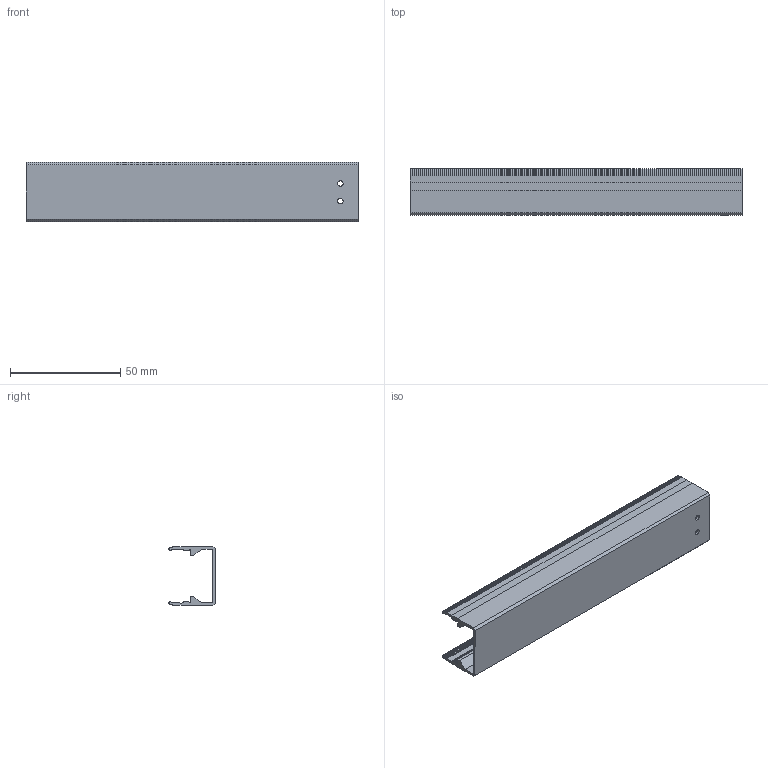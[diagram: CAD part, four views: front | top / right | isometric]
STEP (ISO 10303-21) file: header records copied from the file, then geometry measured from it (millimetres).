
FILE_DESCRIPTION(('FreeCAD Model'),'2;1');
FILE_NAME('Open CASCADE Shape Model','1974-01-01T00:00:00',(''),(''), 'Open CASCADE STEP processor 7.7','FreeCAD','Unknown');
FILE_SCHEMA(('AUTOMOTIVE_DESIGN { 1 0 10303 214 1 1 1 1 }'));
Length unit declared in the file: millimetre
Products named in the file (1): k1_cable_cover_vertical_top_step
Bounding box: 150.5 x 21.01 x 26.88 mm (x, y, z)
Volume: 15187.5 mm3; surface area: 21403.4 mm2
Topology: 1 solids, 1 shells, 385 faces, 1145 edges, 762 vertices
Faces by surface type: plane 383, cylinder 2
Full cylindrical faces by diameter (mm): 2.5 x2
Entity records: 12649 total; most frequent: CARTESIAN_POINT 2293, ORIENTED_EDGE 2290, DIRECTION 1921, EDGE_CURVE 1145, LINE 1141, VECTOR 1141, VERTEX_POINT 762, AXIS2_PLACEMENT_3D 390
